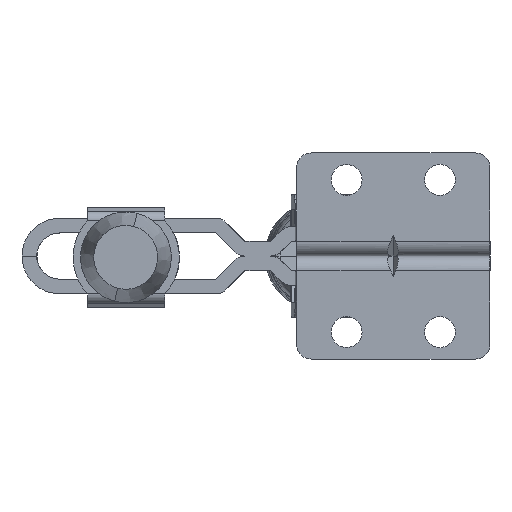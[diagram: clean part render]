
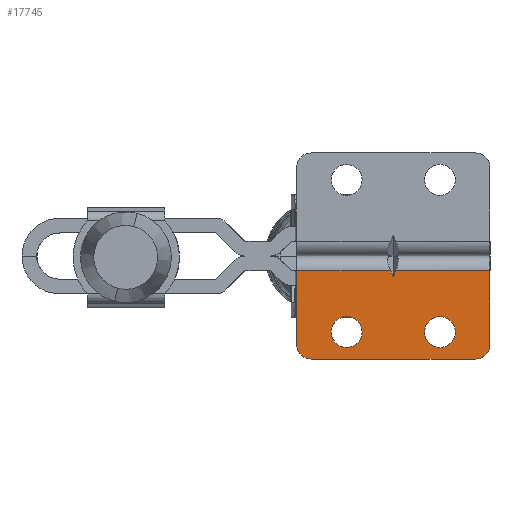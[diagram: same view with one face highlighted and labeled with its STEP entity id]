
A CAD part, front view. The second image highlights one B-rep face of the part: STEP entity #17745.
In plain terms, the highlighted planar face has unit normal (0, -1, 0).
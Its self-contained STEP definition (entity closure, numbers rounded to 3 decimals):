
#17347 = EDGE_CURVE ( 'NONE', #17352, #17353, #41187, .T. ) ;
#17352 = VERTEX_POINT ( 'NONE', #41182 ) ;
#17353 = VERTEX_POINT ( 'NONE', #41237 ) ;
#17364 = VERTEX_POINT ( 'NONE', #41224 ) ;
#17408 = VERTEX_POINT ( 'NONE', #41289 ) ;
#17421 = EDGE_CURVE ( 'NONE', #17364, #17408, #41332, .T. ) ;
#17439 = EDGE_CURVE ( 'NONE', #17503, #17504, #41349, .T. ) ;
#17503 = VERTEX_POINT ( 'NONE', #41500 ) ;
#17504 = VERTEX_POINT ( 'NONE', #41510 ) ;
#17596 = EDGE_CURVE ( 'NONE', #17626, #17504, #41667, .T. ) ;
#17626 = VERTEX_POINT ( 'NONE', #41723 ) ;
#17683 = VERTEX_POINT ( 'NONE', #41774 ) ;
#17687 = VERTEX_POINT ( 'NONE', #41770 ) ;
#17724 = ORIENTED_EDGE ( 'NONE', *, *, #17772, .T. ) ;
#17727 = ORIENTED_EDGE ( 'NONE', *, *, #17808, .F. ) ;
#17729 = ORIENTED_EDGE ( 'NONE', *, *, #17735, .F. ) ;
#17730 = ORIENTED_EDGE ( 'NONE', *, *, #17795, .F. ) ;
#17735 = EDGE_CURVE ( 'NONE', #17683, #17687, #41842, .T. ) ;
#17740 = EDGE_LOOP ( 'NONE', ( #17749, #17751 ) ) ;
#17742 = EDGE_CURVE ( 'NONE', #17408, #17364, #41888, .T. ) ;
#17745 = ADVANCED_FACE ( 'NONE', ( #41889, #41836, #41886 ), #41887, .F. ) ;
#17746 = EDGE_CURVE ( 'NONE', #17353, #17352, #41876, .T. ) ;
#17749 = ORIENTED_EDGE ( 'NONE', *, *, #17347, .F. ) ;
#17750 = EDGE_LOOP ( 'NONE', ( #17730, #17806, #17729, #17727, #17724, #17782, #17761, #17788, #17775 ) ) ;
#17751 = ORIENTED_EDGE ( 'NONE', *, *, #17746, .F. ) ;
#17752 = EDGE_LOOP ( 'NONE', ( #17796, #17801 ) ) ;
#17761 = ORIENTED_EDGE ( 'NONE', *, *, #17596, .T. ) ;
#17772 = EDGE_CURVE ( 'NONE', #17805, #17803, #41866, .T. ) ;
#17775 = ORIENTED_EDGE ( 'NONE', *, *, #17780, .F. ) ;
#17776 = EDGE_CURVE ( 'NONE', #17626, #17803, #41916, .T. ) ;
#17780 = EDGE_CURVE ( 'NONE', #17798, #17503, #41861, .T. ) ;
#17782 = ORIENTED_EDGE ( 'NONE', *, *, #17776, .F. ) ;
#17788 = ORIENTED_EDGE ( 'NONE', *, *, #17439, .F. ) ;
#17795 = EDGE_CURVE ( 'NONE', #17797, #17798, #41898, .T. ) ;
#17796 = ORIENTED_EDGE ( 'NONE', *, *, #17421, .F. ) ;
#17797 = VERTEX_POINT ( 'NONE', #41905 ) ;
#17798 = VERTEX_POINT ( 'NONE', #41894 ) ;
#17801 = ORIENTED_EDGE ( 'NONE', *, *, #17742, .F. ) ;
#17802 = EDGE_CURVE ( 'NONE', #17687, #17797, #41951, .T. ) ;
#17803 = VERTEX_POINT ( 'NONE', #41949 ) ;
#17805 = VERTEX_POINT ( 'NONE', #41953 ) ;
#17806 = ORIENTED_EDGE ( 'NONE', *, *, #17802, .F. ) ;
#17808 = EDGE_CURVE ( 'NONE', #17805, #17683, #41943, .T. ) ;
#41182 = CARTESIAN_POINT ( 'NONE',  ( -32.35, 0., -15.5 ) ) ;
#41187 = CIRCLE ( 'NONE', #41190, 3.15 ) ;
#41190 = AXIS2_PLACEMENT_3D ( 'NONE', #41235, #41234, #41233 ) ;
#41224 = CARTESIAN_POINT ( 'NONE',  ( -13.35, 0., -15.5 ) ) ;
#41233 = DIRECTION ( 'NONE',  ( -1., 0., 0. ) ) ;
#41234 = DIRECTION ( 'NONE',  ( 0., -1., 0. ) ) ;
#41235 = CARTESIAN_POINT ( 'NONE',  ( -29.2, 0., -15.5 ) ) ;
#41237 = CARTESIAN_POINT ( 'NONE',  ( -26.05, 0., -15.5 ) ) ;
#41289 = CARTESIAN_POINT ( 'NONE',  ( -7.05, 0., -15.5 ) ) ;
#41327 = DIRECTION ( 'NONE',  ( -1., 0., 0. ) ) ;
#41328 = DIRECTION ( 'NONE',  ( 0., -1., 0. ) ) ;
#41332 = CIRCLE ( 'NONE', #41334, 3.15 ) ;
#41334 = AXIS2_PLACEMENT_3D ( 'NONE', #41335, #41328, #41327 ) ;
#41335 = CARTESIAN_POINT ( 'NONE',  ( -10.2, 0., -15.5 ) ) ;
#41346 = DIRECTION ( 'NONE',  ( 1., 0., 0. ) ) ;
#41347 = VECTOR ( 'NONE', #41346, 1000. ) ;
#41348 = CARTESIAN_POINT ( 'NONE',  ( 0., 0., -3. ) ) ;
#41349 = LINE ( 'NONE', #41348, #41347 ) ;
#41500 = CARTESIAN_POINT ( 'NONE',  ( -19.199, 0., -3. ) ) ;
#41510 = CARTESIAN_POINT ( 'NONE',  ( 0., 0., -3. ) ) ;
#41655 = DIRECTION ( 'NONE',  ( 0., 0., 1. ) ) ;
#41656 = VECTOR ( 'NONE', #41655, 1000. ) ;
#41657 = CARTESIAN_POINT ( 'NONE',  ( 0., 0., -3. ) ) ;
#41667 = LINE ( 'NONE', #41657, #41656 ) ;
#41723 = CARTESIAN_POINT ( 'NONE',  ( 0., 0., -18. ) ) ;
#41770 = CARTESIAN_POINT ( 'NONE',  ( -39.4, 0., -3. ) ) ;
#41774 = CARTESIAN_POINT ( 'NONE',  ( -39.4, 0., -18. ) ) ;
#41829 = DIRECTION ( 'NONE',  ( 0., 0., 1. ) ) ;
#41830 = VECTOR ( 'NONE', #41829, 1000. ) ;
#41831 = CARTESIAN_POINT ( 'NONE',  ( -39.4, 0., -3. ) ) ;
#41833 = CARTESIAN_POINT ( 'NONE',  ( -10.2, 0., -15.5 ) ) ;
#41836 = FACE_BOUND ( 'NONE', #17752, .T. ) ;
#41842 = LINE ( 'NONE', #41831, #41830 ) ;
#41861 = LINE ( 'NONE', #41908, #41907 ) ;
#41866 = LINE ( 'NONE', #41920, #41919 ) ;
#41868 = DIRECTION ( 'NONE',  ( -1., 0., 0. ) ) ;
#41869 = DIRECTION ( 'NONE',  ( 0., -1., 0. ) ) ;
#41870 = CARTESIAN_POINT ( 'NONE',  ( -29.2, 0., -15.5 ) ) ;
#41872 = DIRECTION ( 'NONE',  ( -1., 0., 0. ) ) ;
#41873 = DIRECTION ( 'NONE',  ( 0., 1., 0. ) ) ;
#41874 = CARTESIAN_POINT ( 'NONE',  ( 0., 0., -3. ) ) ;
#41875 = AXIS2_PLACEMENT_3D ( 'NONE', #41870, #41869, #41868 ) ;
#41876 = CIRCLE ( 'NONE', #41875, 3.15 ) ;
#41878 = DIRECTION ( 'NONE',  ( -1., 0., 0. ) ) ;
#41879 = DIRECTION ( 'NONE',  ( 0., -1., 0. ) ) ;
#41880 = AXIS2_PLACEMENT_3D ( 'NONE', #41833, #41879, #41878 ) ;
#41885 = AXIS2_PLACEMENT_3D ( 'NONE', #41874, #41873, #41872 ) ;
#41886 = FACE_OUTER_BOUND ( 'NONE', #17750, .T. ) ;
#41887 = PLANE ( 'NONE',  #41885 ) ;
#41888 = CIRCLE ( 'NONE', #41880, 3.15 ) ;
#41889 = FACE_BOUND ( 'NONE', #17740, .T. ) ;
#41894 = CARTESIAN_POINT ( 'NONE',  ( -19.7, 0., -4.209 ) ) ;
#41897 = CARTESIAN_POINT ( 'NONE',  ( -16.655, 0., -10.752 ) ) ;
#41898 = LINE ( 'NONE', #41897, #41956 ) ;
#41905 = CARTESIAN_POINT ( 'NONE',  ( -20.263, 0., -3. ) ) ;
#41906 = DIRECTION ( 'NONE',  ( 0.383, 0., 0.924 ) ) ;
#41907 = VECTOR ( 'NONE', #41906, 1000. ) ;
#41908 = CARTESIAN_POINT ( 'NONE',  ( -16.387, 0., 3.789 ) ) ;
#41911 = DIRECTION ( 'NONE',  ( -1., 0., 0. ) ) ;
#41912 = DIRECTION ( 'NONE',  ( 0., 1., 0. ) ) ;
#41913 = CARTESIAN_POINT ( 'NONE',  ( -3., 0., -18. ) ) ;
#41914 = AXIS2_PLACEMENT_3D ( 'NONE', #41913, #41912, #41911 ) ;
#41916 = CIRCLE ( 'NONE', #41914, 3. ) ;
#41917 = DIRECTION ( 'NONE',  ( 1., 0., 0. ) ) ;
#41919 = VECTOR ( 'NONE', #41917, 1000. ) ;
#41920 = CARTESIAN_POINT ( 'NONE',  ( -39.4, 0., -21. ) ) ;
#41937 = DIRECTION ( 'NONE',  ( -1., 0., 0. ) ) ;
#41938 = DIRECTION ( 'NONE',  ( 0., 1., 0. ) ) ;
#41941 = CARTESIAN_POINT ( 'NONE',  ( -36.4, 0., -18. ) ) ;
#41942 = AXIS2_PLACEMENT_3D ( 'NONE', #41941, #41938, #41937 ) ;
#41943 = CIRCLE ( 'NONE', #41942, 3. ) ;
#41946 = DIRECTION ( 'NONE',  ( 1., 0., 0. ) ) ;
#41947 = VECTOR ( 'NONE', #41946, 1000. ) ;
#41949 = CARTESIAN_POINT ( 'NONE',  ( -3., 0., -21. ) ) ;
#41950 = CARTESIAN_POINT ( 'NONE',  ( 0., 0., -3. ) ) ;
#41951 = LINE ( 'NONE', #41950, #41947 ) ;
#41953 = CARTESIAN_POINT ( 'NONE',  ( -36.4, 0., -21. ) ) ;
#41955 = DIRECTION ( 'NONE',  ( 0.422, 0., -0.907 ) ) ;
#41956 = VECTOR ( 'NONE', #41955, 1000. ) ;
